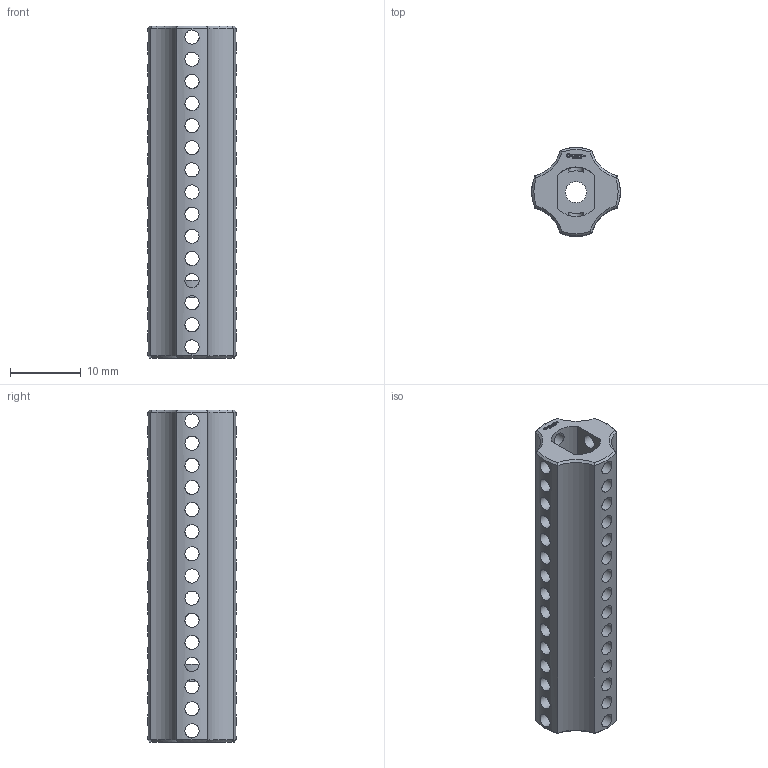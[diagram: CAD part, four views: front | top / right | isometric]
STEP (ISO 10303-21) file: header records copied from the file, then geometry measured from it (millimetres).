
FILE_DESCRIPTION(('FreeCAD Model'),'2;1');
FILE_NAME('Open CASCADE Shape Model','2024-06-16T00:56:59',(''),(''), 'Open CASCADE STEP processor 7.6','FreeCAD','Unknown');
FILE_SCHEMA(('AUTOMOTIVE_DESIGN { 1 0 10303 214 1 1 1 1 }'));
Length unit declared in the file: millimetre
Products named in the file (1): Power-Transmission Hub PLN IDX FXD TTMotor BU03.75 - SPN-PTH-0214 
(stemfie.org)
Bounding box: 12.5 x 12.5 x 46.88 mm (x, y, z)
Volume: 2933.8 mm3; surface area: 3837.6 mm2
Topology: 1 solids, 1 shells, 543 faces, 1575 edges, 1054 vertices
Faces by surface type: plane 332, extrusion 108, cylinder 81, cone 22
Full cylindrical faces by diameter (mm): 2 x60, 3 x1
Entity records: 23646 total; most frequent: CARTESIAN_POINT 9655, ORIENTED_EDGE 3150, DIRECTION 2301, EDGE_CURVE 1575, VECTOR 1191, LINE 1083, VERTEX_POINT 1054, FACE_BOUND 685
